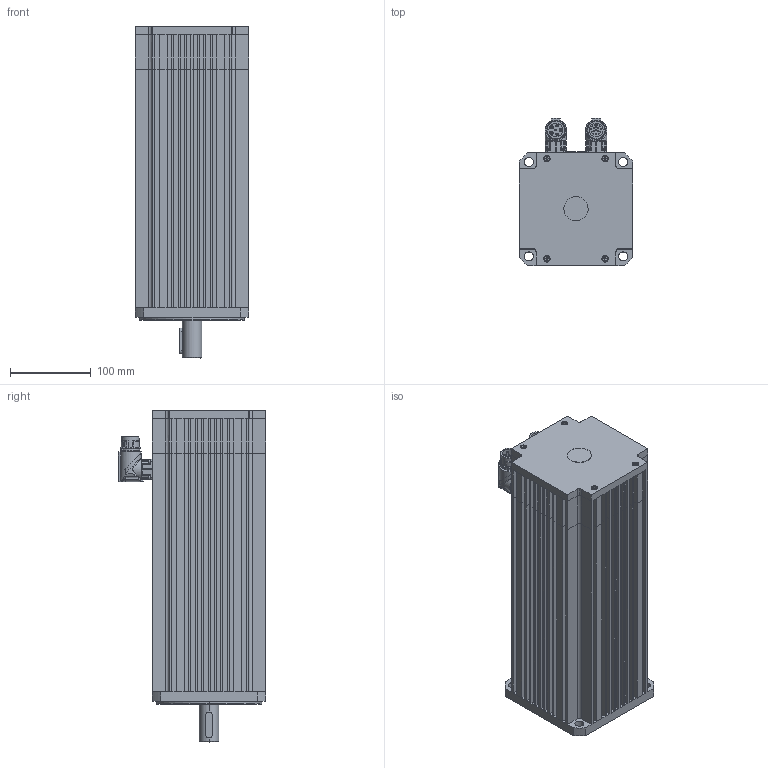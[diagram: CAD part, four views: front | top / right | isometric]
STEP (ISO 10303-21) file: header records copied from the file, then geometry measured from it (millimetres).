
FILE_DESCRIPTION((''),'2;1');
FILE_NAME('FP-3314 + Encoder Sick Stegmann SRS-SRM 50.stp','2012-09-14T08:57:02',('arodrigo'),(''),'Autodesk Inventor 9','Autodesk Inventor 9','');
FILE_SCHEMA(('AUTOMOTIVE_DESIGN { 1 0 10303 214 1 1 1 1 }'));
Length unit declared in the file: millimetre
Products named in the file (1): Pieza1
Bounding box: 140 x 182.15 x 410.7 mm (x, y, z)
Volume: 2963319.1 mm3; surface area: 608312.7 mm2
Topology: 27 solids, 35 shells, 1570 faces, 4041 edges, 2443 vertices
Faces by surface type: plane 740, cylinder 474, bspline 144, cone 94, sphere 62, torus 56
Entity records: 48185 total; most frequent: CARTESIAN_POINT 10999, DIRECTION 7857, ORIENTED_EDGE 7732, EDGE_CURVE 3866, AXIS2_PLACEMENT_3D 2913, VERTEX_POINT 2427, VECTOR 2031, LINE 2031
